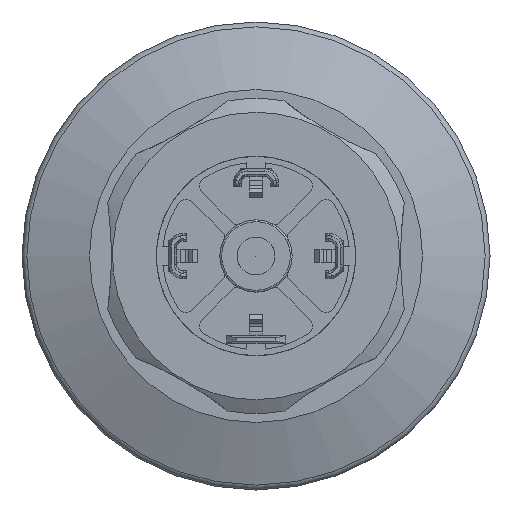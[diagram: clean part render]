
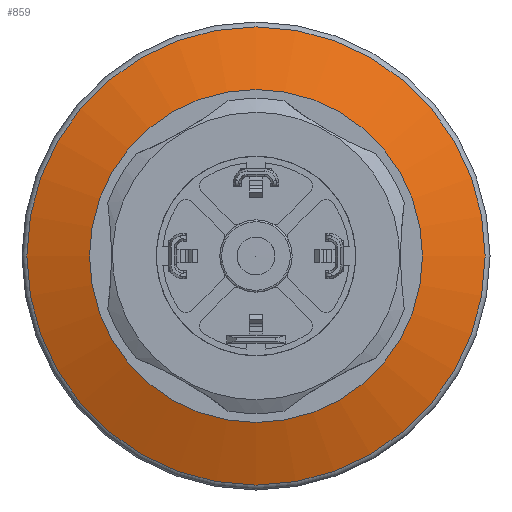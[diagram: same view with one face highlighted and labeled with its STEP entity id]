
A CAD part, front view. The second image highlights one B-rep face of the part: STEP entity #859.
In plain terms, the highlighted conical face has half-angle 70 degrees and reference radius 25.25 mm.
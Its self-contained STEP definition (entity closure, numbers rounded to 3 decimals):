
#859 = ADVANCED_FACE( '', ( #1773, #1774 ), #1775, .T. );
#1773 = FACE_OUTER_BOUND( '', #3111, .T. );
#1774 = FACE_BOUND( '', #3112, .T. );
#1775 = CONICAL_SURFACE( '', #3113, 25.25, 1.222 );
#3111 = EDGE_LOOP( '', ( #5791 ) );
#3112 = EDGE_LOOP( '', ( #5792 ) );
#3113 = AXIS2_PLACEMENT_3D( '', #5793, #5794, #5795 );
#5791 = ORIENTED_EDGE( '', *, *, #6753, .T. );
#5792 = ORIENTED_EDGE( '', *, *, #6422, .F. );
#5793 = CARTESIAN_POINT( '', ( 0., -2.05, 0. ) );
#5794 = DIRECTION( '', ( 0., 1., 0. ) );
#5795 = DIRECTION( '', ( -1., 0., 0. ) );
#6422 = EDGE_CURVE( '', #7872, #7872, #7873, .T. );
#6753 = EDGE_CURVE( '', #8362, #8362, #8363, .F. );
#7872 = VERTEX_POINT( '', #10422 );
#7873 = CIRCLE( '', #10423, 17.969 );
#8362 = VERTEX_POINT( '', #11797 );
#8363 = CIRCLE( '', #11798, 24.724 );
#10422 = CARTESIAN_POINT( '', ( 17.969, -4.7, 0. ) );
#10423 = AXIS2_PLACEMENT_3D( '', #13022, #13023, #13024 );
#11797 = CARTESIAN_POINT( '', ( -24.724, -2.242, 0. ) );
#11798 = AXIS2_PLACEMENT_3D( '', #13202, #13203, #13204 );
#13022 = CARTESIAN_POINT( '', ( 0., -4.7, 0. ) );
#13023 = DIRECTION( '', ( 0., -1., 0. ) );
#13024 = DIRECTION( '', ( 1., 0., 0. ) );
#13202 = CARTESIAN_POINT( '', ( 0., -2.242, 0. ) );
#13203 = DIRECTION( '', ( 0., 1., 0. ) );
#13204 = DIRECTION( '', ( -1., 0., 0. ) );
